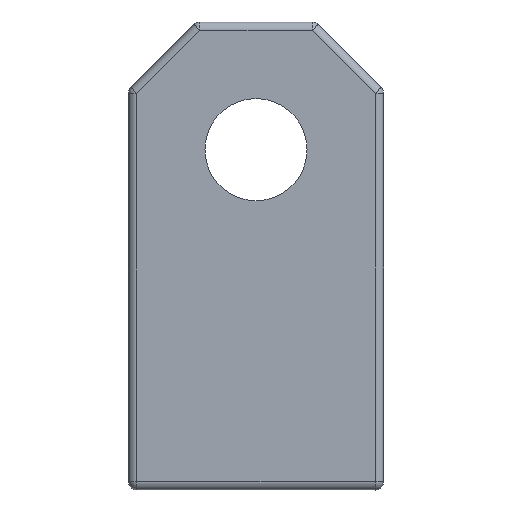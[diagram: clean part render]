
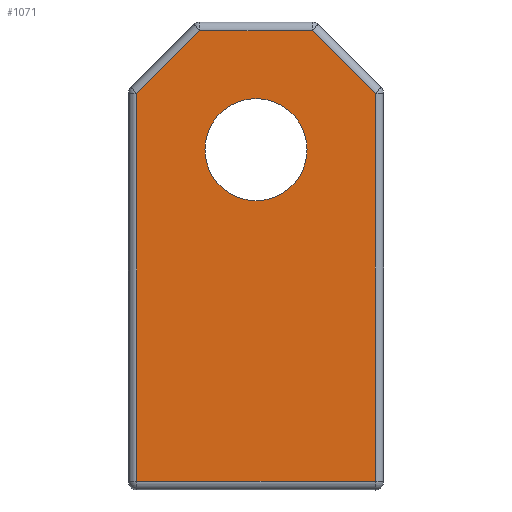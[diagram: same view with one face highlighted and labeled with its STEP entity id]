
A CAD part, left-side view. The second image highlights one B-rep face of the part: STEP entity #1071.
In plain terms, the highlighted planar face has unit normal (-1, 0, 0).
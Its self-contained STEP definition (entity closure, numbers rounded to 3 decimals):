
#212=AXIS2_PLACEMENT_3D('Circle Axis2P3D',#210,#211,$) ;
#340=AXIS2_PLACEMENT_3D('Circle Axis2P3D',#338,#339,$) ;
#1038=AXIS2_PLACEMENT_3D('Plane Axis2P3D',#1035,#1036,#1037) ;
#207=CARTESIAN_POINT('Vertex',(41.079,-259.929,914.492)) ;
#210=CARTESIAN_POINT('Axis2P3D Location',(41.079,-265.929,914.492)) ;
#214=CARTESIAN_POINT('Vertex',(41.079,-271.929,914.492)) ;
#338=CARTESIAN_POINT('Axis2P3D Location',(41.079,-265.929,914.492)) ;
#575=CARTESIAN_POINT('Vertex',(41.079,-251.928,875.492)) ;
#598=CARTESIAN_POINT('Vertex',(41.079,-279.928,875.492)) ;
#601=CARTESIAN_POINT('Line Origine',(41.079,-265.928,875.492)) ;
#808=CARTESIAN_POINT('Line Origine',(41.079,-251.929,901.992)) ;
#812=CARTESIAN_POINT('Vertex',(41.079,-251.929,921.078)) ;
#832=CARTESIAN_POINT('Line Origine',(41.079,-279.929,901.992)) ;
#836=CARTESIAN_POINT('Vertex',(41.079,-279.929,921.077)) ;
#1035=CARTESIAN_POINT('Axis2P3D Location',(41.079,-280.928,874.492)) ;
#1040=CARTESIAN_POINT('Line Origine',(41.079,-276.222,924.785)) ;
#1044=CARTESIAN_POINT('Vertex',(41.079,-272.515,928.492)) ;
#1047=CARTESIAN_POINT('Line Origine',(41.079,-265.93,928.492)) ;
#1051=CARTESIAN_POINT('Vertex',(41.079,-259.344,928.492)) ;
#1054=CARTESIAN_POINT('Line Origine',(41.079,-255.637,924.785)) ;
#211=DIRECTION('Axis2P3D Direction',(1.,0.,0.)) ;
#339=DIRECTION('Axis2P3D Direction',(1.,0.,0.)) ;
#602=DIRECTION('Vector Direction',(0.,1.,0.)) ;
#809=DIRECTION('Vector Direction',(0.,0.,1.)) ;
#833=DIRECTION('Vector Direction',(0.,0.,1.)) ;
#1036=DIRECTION('Axis2P3D Direction',(1.,0.,0.)) ;
#1037=DIRECTION('Axis2P3D XDirection',(0.,1.,0.)) ;
#1041=DIRECTION('Vector Direction',(0.,0.707,0.707)) ;
#1048=DIRECTION('Vector Direction',(0.,1.,0.)) ;
#1055=DIRECTION('Vector Direction',(0.,0.707,-0.707)) ;
#603=VECTOR('Line Direction',#602,1.) ;
#810=VECTOR('Line Direction',#809,1.) ;
#834=VECTOR('Line Direction',#833,1.) ;
#1042=VECTOR('Line Direction',#1041,1.) ;
#1049=VECTOR('Line Direction',#1048,1.) ;
#1056=VECTOR('Line Direction',#1055,1.) ;
#1060=ORIENTED_EDGE('',*,*,#1046,.F.) ;
#1061=ORIENTED_EDGE('',*,*,#1053,.F.) ;
#1062=ORIENTED_EDGE('',*,*,#1058,.F.) ;
#1063=ORIENTED_EDGE('',*,*,#814,.F.) ;
#1064=ORIENTED_EDGE('',*,*,#605,.T.) ;
#1065=ORIENTED_EDGE('',*,*,#838,.T.) ;
#1068=ORIENTED_EDGE('',*,*,#216,.T.) ;
#1069=ORIENTED_EDGE('',*,*,#342,.T.) ;
#1070=FACE_BOUND('',#1067,.T.) ;
#1071=ADVANCED_FACE('PartBody',(#1066,#1070),#1039,.F.) ;
#213=CIRCLE('generated circle',#212,6.) ;
#341=CIRCLE('generated circle',#340,6.) ;
#216=EDGE_CURVE('',#215,#208,#213,.T.) ;
#342=EDGE_CURVE('',#208,#215,#341,.T.) ;
#605=EDGE_CURVE('',#576,#599,#604,.F.) ;
#814=EDGE_CURVE('',#576,#813,#811,.T.) ;
#838=EDGE_CURVE('',#599,#837,#835,.T.) ;
#1046=EDGE_CURVE('',#1045,#837,#1043,.F.) ;
#1053=EDGE_CURVE('',#1052,#1045,#1050,.F.) ;
#1058=EDGE_CURVE('',#813,#1052,#1057,.F.) ;
#1059=EDGE_LOOP('',(#1060,#1061,#1062,#1063,#1064,#1065)) ;
#1067=EDGE_LOOP('',(#1068,#1069)) ;
#1066=FACE_OUTER_BOUND('',#1059,.T.) ;
#604=LINE('Line',#601,#603) ;
#811=LINE('Line',#808,#810) ;
#835=LINE('Line',#832,#834) ;
#1043=LINE('Line',#1040,#1042) ;
#1050=LINE('Line',#1047,#1049) ;
#1057=LINE('Line',#1054,#1056) ;
#1039=PLANE('',#1038) ;
#208=VERTEX_POINT('',#207) ;
#215=VERTEX_POINT('',#214) ;
#576=VERTEX_POINT('',#575) ;
#599=VERTEX_POINT('',#598) ;
#813=VERTEX_POINT('',#812) ;
#837=VERTEX_POINT('',#836) ;
#1045=VERTEX_POINT('',#1044) ;
#1052=VERTEX_POINT('',#1051) ;
